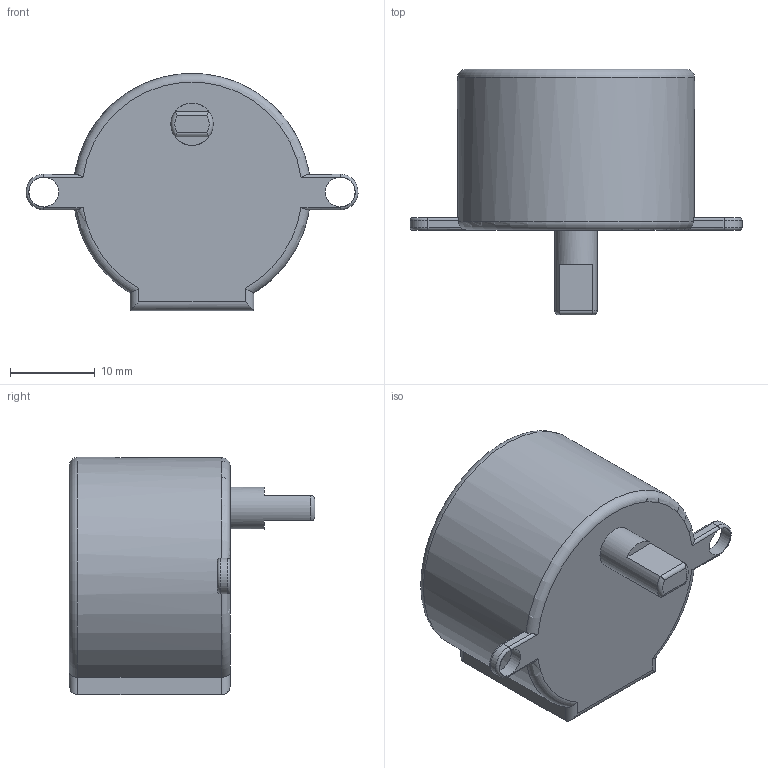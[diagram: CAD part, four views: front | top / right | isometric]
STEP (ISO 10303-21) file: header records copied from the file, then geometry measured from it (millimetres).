
FILE_DESCRIPTION(/* description */ (''),/* implementation_level */ '2;1');
FILE_NAME(/* name */ 'small stepper v2.step',/* time_stamp */ '2021-09-29T00:57:55+01:00',/* author */ (''),/* organization */ (''),/* preprocessor_version */ 'ST-DEVELOPER v18.1',/* originating_system */ 'Autodesk Translation Framework v10.10.0.1391',/* authorisation */ '');
FILE_SCHEMA (('AUTOMOTIVE_DESIGN { 1 0 10303 214 3 1 1 }'));
Length unit declared in the file: millimetre
Products named in the file (2): small stepper; ELEGOO stepper
Assembly tree (1 placements, depth 2):
  small stepper
    ELEGOO stepper
Bounding box: 39.19 x 29 x 28 mm (x, y, z)
Volume: 12042.3 mm3; surface area: 3158.4 mm2
Topology: 1 solids, 1 shells, 48 faces, 115 edges, 70 vertices
Faces by surface type: cylinder 22, plane 16, torus 10
Full cylindrical faces by diameter (mm): 3.5 x2, 5 x1
Entity records: 1653 total; most frequent: CARTESIAN_POINT 432, DIRECTION 239, ORIENTED_EDGE 230, EDGE_CURVE 115, AXIS2_PLACEMENT_3D 93, VERTEX_POINT 70, EDGE_LOOP 53, LINE 53
